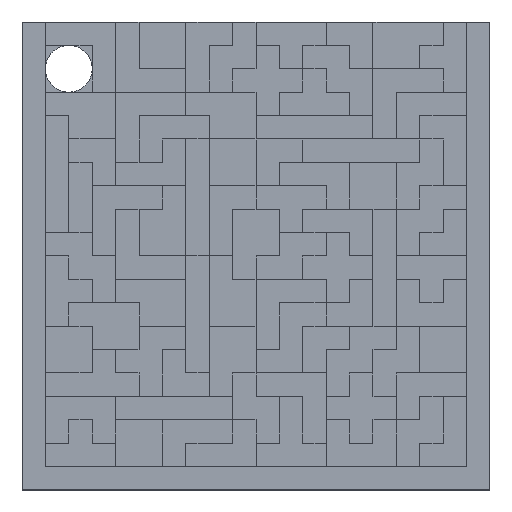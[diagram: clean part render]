
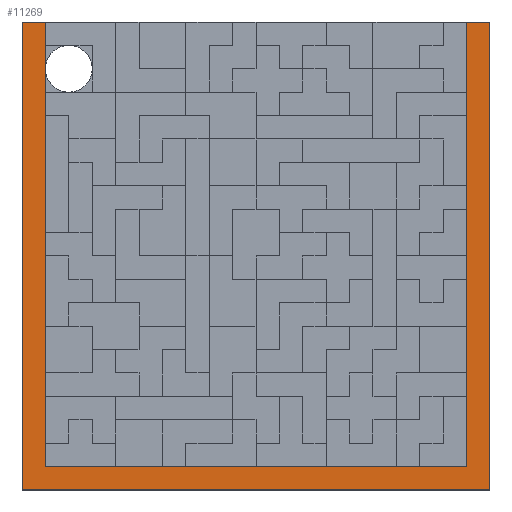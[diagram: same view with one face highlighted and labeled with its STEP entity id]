
A CAD part, top view. The second image highlights one B-rep face of the part: STEP entity #11269.
In plain terms, the highlighted planar face has unit normal (0, 0, 1).
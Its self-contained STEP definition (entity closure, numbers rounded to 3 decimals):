
#197=FACE_OUTER_BOUND('',#891,.T.);
#891=EDGE_LOOP('',(#7423,#7424,#7425,#7426,#7427,#7428,#7429,#7430));
#1579=LINE('',#15748,#3161);
#1582=LINE('',#15754,#3164);
#1585=LINE('',#15760,#3167);
#1588=LINE('',#15766,#3170);
#1591=LINE('',#15772,#3173);
#1594=LINE('',#15778,#3176);
#1597=LINE('',#15784,#3179);
#1600=LINE('',#15788,#3182);
#3161=VECTOR('',#12758,10.);
#3164=VECTOR('',#12763,10.);
#3167=VECTOR('',#12768,10.);
#3170=VECTOR('',#12773,10.);
#3173=VECTOR('',#12778,10.);
#3176=VECTOR('',#12783,10.);
#3179=VECTOR('',#12788,10.);
#3182=VECTOR('',#12793,10.);
#4743=VERTEX_POINT('',#15745);
#4744=VERTEX_POINT('',#15747);
#4746=VERTEX_POINT('',#15753);
#4748=VERTEX_POINT('',#15759);
#4750=VERTEX_POINT('',#15765);
#4752=VERTEX_POINT('',#15771);
#4754=VERTEX_POINT('',#15777);
#4756=VERTEX_POINT('',#15783);
#5803=EDGE_CURVE('',#4744,#4743,#1579,.T.);
#5806=EDGE_CURVE('',#4746,#4744,#1582,.T.);
#5809=EDGE_CURVE('',#4748,#4746,#1585,.T.);
#5812=EDGE_CURVE('',#4750,#4748,#1588,.T.);
#5815=EDGE_CURVE('',#4752,#4750,#1591,.T.);
#5818=EDGE_CURVE('',#4754,#4752,#1594,.T.);
#5821=EDGE_CURVE('',#4756,#4754,#1597,.T.);
#5824=EDGE_CURVE('',#4743,#4756,#1600,.T.);
#7423=ORIENTED_EDGE('',*,*,#5824,.T.);
#7424=ORIENTED_EDGE('',*,*,#5821,.T.);
#7425=ORIENTED_EDGE('',*,*,#5818,.T.);
#7426=ORIENTED_EDGE('',*,*,#5815,.T.);
#7427=ORIENTED_EDGE('',*,*,#5812,.T.);
#7428=ORIENTED_EDGE('',*,*,#5809,.T.);
#7429=ORIENTED_EDGE('',*,*,#5806,.T.);
#7430=ORIENTED_EDGE('',*,*,#5803,.T.);
#10579=PLANE('',#12058);
#11269=ADVANCED_FACE('',(#197),#10579,.T.);
#12058=AXIS2_PLACEMENT_3D('',#15789,#12794,#12795);
#12758=DIRECTION('',(-1.,0.,0.));
#12763=DIRECTION('',(0.,1.,0.));
#12768=DIRECTION('',(-1.,0.,0.));
#12773=DIRECTION('',(0.,-1.,0.));
#12778=DIRECTION('',(-1.,0.,0.));
#12783=DIRECTION('',(0.,1.,0.));
#12788=DIRECTION('',(1.,0.,0.));
#12793=DIRECTION('',(0.,-1.,0.));
#12794=DIRECTION('center_axis',(0.,0.,1.));
#12795=DIRECTION('ref_axis',(1.,0.,0.));
#15745=CARTESIAN_POINT('',(150.,100.,5.));
#15747=CARTESIAN_POINT('',(155.,100.,5.));
#15748=CARTESIAN_POINT('',(250.,100.,5.));
#15753=CARTESIAN_POINT('',(155.,5.,5.));
#15754=CARTESIAN_POINT('',(155.,100.,5.));
#15759=CARTESIAN_POINT('',(245.,5.,5.));
#15760=CARTESIAN_POINT('',(250.,5.,5.));
#15765=CARTESIAN_POINT('',(245.,100.,5.));
#15766=CARTESIAN_POINT('',(245.,100.,5.));
#15771=CARTESIAN_POINT('',(250.,100.,5.));
#15772=CARTESIAN_POINT('',(250.,100.,5.));
#15777=CARTESIAN_POINT('',(250.,0.,5.));
#15778=CARTESIAN_POINT('',(250.,0.,5.));
#15783=CARTESIAN_POINT('',(150.,0.,5.));
#15784=CARTESIAN_POINT('',(150.,0.,5.));
#15788=CARTESIAN_POINT('',(150.,100.,5.));
#15789=CARTESIAN_POINT('Origin',(200.,50.,5.));
